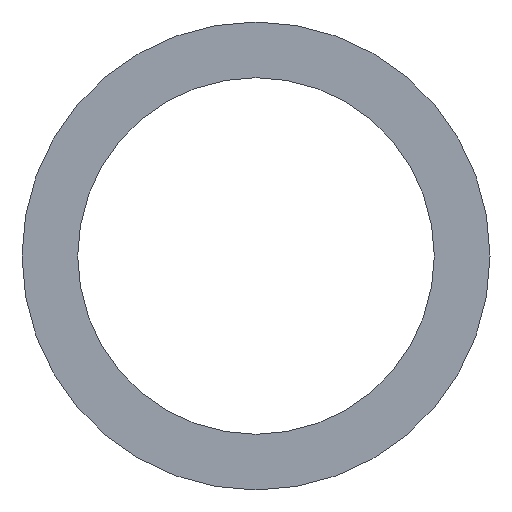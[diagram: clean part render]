
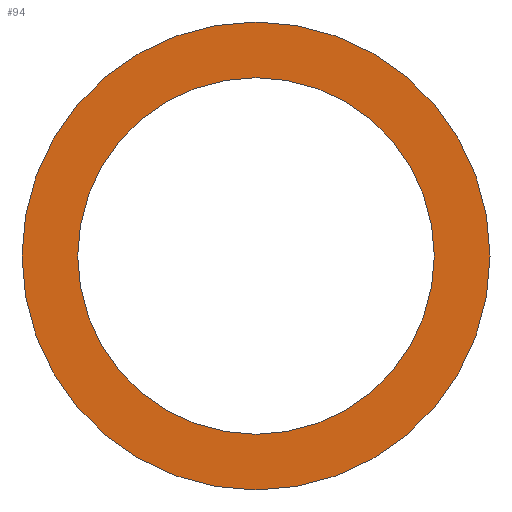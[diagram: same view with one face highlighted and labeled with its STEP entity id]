
A CAD part, left-side view. The second image highlights one B-rep face of the part: STEP entity #94.
In plain terms, the highlighted planar face has unit normal (-1, 0, 0).
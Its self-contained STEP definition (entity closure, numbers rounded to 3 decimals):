
#7 = DIRECTION ( 'NONE',  ( 0., 0., 1. ) ) ;
#12 = CARTESIAN_POINT ( 'NONE',  ( 0., 8., 0. ) ) ;
#16 = CARTESIAN_POINT ( 'NONE',  ( 0., 0., 0. ) ) ;
#22 = VERTEX_POINT ( 'NONE', #125 ) ;
#24 = ORIENTED_EDGE ( 'NONE', *, *, #99, .T. ) ;
#29 = DIRECTION ( 'NONE',  ( 0., 1., 0. ) ) ;
#30 = CIRCLE ( 'NONE', #49, 10.5 ) ;
#32 = FACE_BOUND ( 'NONE', #70, .T. ) ;
#41 = EDGE_CURVE ( 'NONE', #22, #22, #30, .T. ) ;
#44 = ORIENTED_EDGE ( 'NONE', *, *, #41, .T. ) ;
#48 = DIRECTION ( 'NONE',  ( 1., 0., 0. ) ) ;
#49 = AXIS2_PLACEMENT_3D ( 'NONE', #50, #106, #29 ) ;
#50 = CARTESIAN_POINT ( 'NONE',  ( 0., 0., 0. ) ) ;
#57 = EDGE_LOOP ( 'NONE', ( #44 ) ) ;
#62 = CARTESIAN_POINT ( 'NONE',  ( 0., 9.25, 0. ) ) ;
#70 = EDGE_LOOP ( 'NONE', ( #24 ) ) ;
#74 = DIRECTION ( 'NONE',  ( -1., 0., 0. ) ) ;
#78 = AXIS2_PLACEMENT_3D ( 'NONE', #62, #74, #7 ) ;
#80 = CIRCLE ( 'NONE', #109, 8. ) ;
#85 = PLANE ( 'NONE',  #78 ) ;
#94 = ADVANCED_FACE ( 'NONE', ( #32, #111 ), #85, .T. ) ;
#98 = DIRECTION ( 'NONE',  ( 0., 1., 0. ) ) ;
#99 = EDGE_CURVE ( 'NONE', #105, #105, #80, .T. ) ;
#105 = VERTEX_POINT ( 'NONE', #12 ) ;
#106 = DIRECTION ( 'NONE',  ( -1., 0., 0. ) ) ;
#109 = AXIS2_PLACEMENT_3D ( 'NONE', #16, #48, #98 ) ;
#111 = FACE_OUTER_BOUND ( 'NONE', #57, .T. ) ;
#125 = CARTESIAN_POINT ( 'NONE',  ( 0., 10.5, 0. ) ) ;
